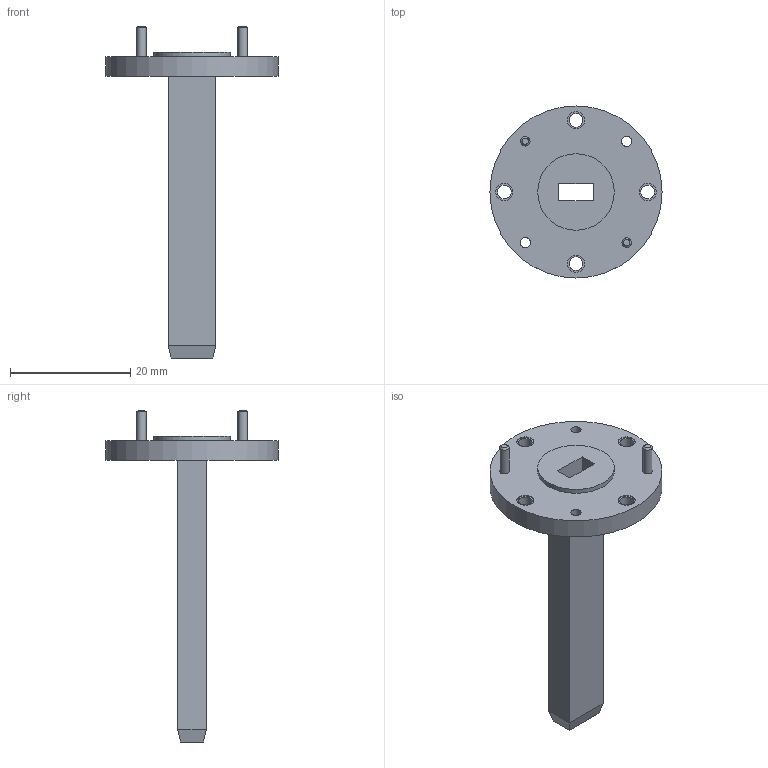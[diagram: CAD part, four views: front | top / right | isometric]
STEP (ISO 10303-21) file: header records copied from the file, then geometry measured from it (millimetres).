
FILE_DESCRIPTION (( 'STEP AP214' ), '1' );
FILE_NAME ('FMWPR022-7_3D.STEP', '2022-12-28T21:07:10', ( '' ), ( '' ), 'SwSTEP 2.0', 'SolidWorks 2022', '' );
FILE_SCHEMA (( 'AUTOMOTIVE_DESIGN' ));
Length unit declared in the file: inch
Products named in the file (1): FMWPR022-7_3D
Bounding box: 28.57 x 28.57 x 55.12 mm (x, y, z)
Volume: 3100.6 mm3; surface area: 3755.5 mm2
Topology: 1 solids, 1 shells, 50 faces, 100 edges, 66 vertices
Faces by surface type: plane 28, cylinder 20, cone 2
Full cylindrical faces by diameter (mm): 1.562 x4, 1.702 x2, 2.261 x4, 2.845 x8, 12.7 x1, 28.575 x1
Entity records: 1232 total; most frequent: DIRECTION 218, CARTESIAN_POINT 187, ORIENTED_EDGE 148, EDGE_LOOP 100, AXIS2_PLACEMENT_3D 93, EDGE_CURVE 74, FACE_OUTER_BOUND 70, VERTEX_POINT 62
